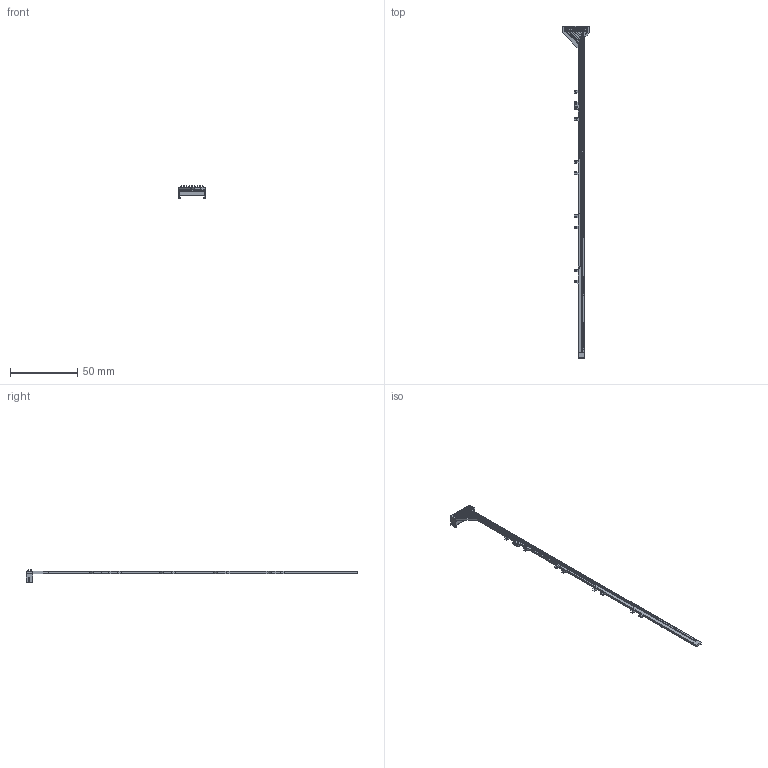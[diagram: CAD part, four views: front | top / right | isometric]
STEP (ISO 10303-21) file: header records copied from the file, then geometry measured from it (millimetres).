
FILE_DESCRIPTION(/* description */ (''),/* implementation_level */ '2;1');
FILE_NAME(/* name */ 'sense_pcb_a v1.step',/* time_stamp */ '2023-04-26T20:50:35-05:00',/* author */ (''),/* organization */ (''),/* preprocessor_version */ 'ST-DEVELOPER v19.2',/* originating_system */ 'Autodesk Translation Framework v11.17.0.187',/* authorisation */ '');
FILE_SCHEMA (('AUTOMOTIVE_DESIGN { 1 0 10303 214 3 1 1 }'));
Length unit declared in the file: millimetre
Products named in the file (10): sense_pcb_a; Board; 1-copper; 16-copper; 1-soldermask; 16-soldermask; Packages; CON18_2X9_UF_DF11_HIR; DF11-18DP-2DSA v1; DF11-18DP-2DSAÈª
Assembly tree (9 placements, depth 5):
  sense_pcb_a
    Board
    1-copper
    16-copper
    1-soldermask
    16-soldermask
    Packages
      CON18_2X9_UF_DF11_HIR
        DF11-18DP-2DSA v1
          DF11-18DP-2DSAÈª
Bounding box: 20 x 247 x 9.6 mm (x, y, z)
Volume: 2556 mm3; surface area: 12507.2 mm2
Topology: 179 solids, 179 shells, 2138 faces, 5088 edges, 3344 vertices
Faces by surface type: plane 1645, cylinder 493
Full cylindrical faces by diameter (mm): 0.235 x70, 0.305 x40, 0.692 x90, 0.762 x72
Entity records: 62310 total; most frequent: CARTESIAN_POINT 10590, DIRECTION 10390, ORIENTED_EDGE 10176, EDGE_CURVE 5088, LINE 4102, VECTOR 4102, VERTEX_POINT 3344, AXIS2_PLACEMENT_3D 3144
